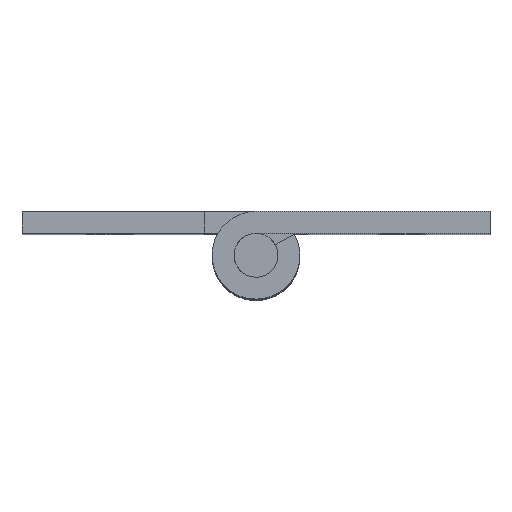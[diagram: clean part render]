
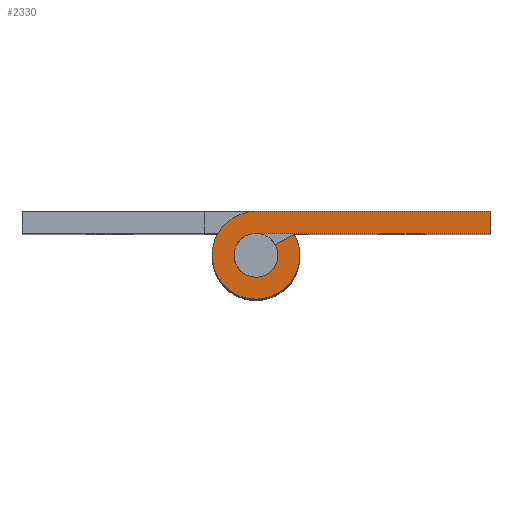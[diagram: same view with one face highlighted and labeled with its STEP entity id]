
A CAD part, top view. The second image highlights one B-rep face of the part: STEP entity #2330.
In plain terms, the highlighted free-form (B-spline) face has degree [1, 1] with [2, 2] control points.
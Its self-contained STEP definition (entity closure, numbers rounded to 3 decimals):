
#2253=CARTESIAN_POINT('',(-3.949,-3.299,60.0));
#2254=CARTESIAN_POINT('',(16.949,-3.299,60.0));
#2255=CARTESIAN_POINT('',(-3.949,3.3,60.0));
#2256=CARTESIAN_POINT('',(16.949,3.3,60.0));
#2257=B_SPLINE_SURFACE_WITH_KNOTS('',1,1,((#2253,#2255),(#2254,#2256)),.UNSPECIFIED.,.F.,.F.,.U.,(2,2),(2,2),(0.0,20.898),(0.0,6.599),.UNSPECIFIED.);
#2258=CARTESIAN_POINT('',(0.,1.5,60.0));
#2259=VERTEX_POINT('',#2258);
#2260=CARTESIAN_POINT('',(16.0,1.5,60.0));
#2261=VERTEX_POINT('',#2260);
#2262=CARTESIAN_POINT('',(0.,1.5,60.0));
#2263=CARTESIAN_POINT('',(16.0,1.5,60.0));
#2264=QUASI_UNIFORM_CURVE('',1,(#2262,#2263),.UNSPECIFIED.,.F.,.U.);
#2265=EDGE_CURVE('',#2259,#2261,#2264,.T.);
#2266=ORIENTED_EDGE('',*,*,#2265,.T.);
#2267=CARTESIAN_POINT('',(16.0,3.0,60.0));
#2268=VERTEX_POINT('',#2267);
#2269=CARTESIAN_POINT('',(16.0,1.5,60.0));
#2270=CARTESIAN_POINT('',(16.0,3.0,60.0));
#2271=QUASI_UNIFORM_CURVE('',1,(#2269,#2270),.UNSPECIFIED.,.F.,.U.);
#2272=EDGE_CURVE('',#2261,#2268,#2271,.T.);
#2273=ORIENTED_EDGE('',*,*,#2272,.T.);
#2274=CARTESIAN_POINT('',(0.0,3.0,60.0));
#2275=VERTEX_POINT('',#2274);
#2276=CARTESIAN_POINT('',(16.0,3.0,60.0));
#2277=CARTESIAN_POINT('',(0.0,3.0,60.0));
#2278=QUASI_UNIFORM_CURVE('',1,(#2276,#2277),.UNSPECIFIED.,.F.,.U.);
#2279=EDGE_CURVE('',#2268,#2275,#2278,.T.);
#2280=ORIENTED_EDGE('',*,*,#2279,.T.);
#2281=CARTESIAN_POINT('',(2.626,1.45,60.0));
#2282=VERTEX_POINT('',#2281);
#2283=CARTESIAN_POINT('',(2.626,1.45,60.0));
#2284=CARTESIAN_POINT('',(3.733,-0.555,60.));
#2285=CARTESIAN_POINT('',(2.091,-2.152,60.0));
#2286=CARTESIAN_POINT('',(0.448,-3.748,60.));
#2287=CARTESIAN_POINT('',(-1.525,-2.584,60.0));
#2288=CARTESIAN_POINT('',(-3.497,-1.419,60.));
#2289=CARTESIAN_POINT('',(-2.894,0.79,60.0));
#2290=CARTESIAN_POINT('',(-2.291,3.,60.));
#2291=CARTESIAN_POINT('',(0.0,3.0,60.0));
#2299=(BOUNDED_CURVE()B_SPLINE_CURVE(2,(#2283,#2284,#2285,#2286,#2287,#2288,#2289,#2290,#2291),.UNSPECIFIED.,.F.,.U.)B_SPLINE_CURVE_WITH_KNOTS((3,2,2,2,3),(0.0,0.25,0.5,0.75,1.0),.UNSPECIFIED.)CURVE()GEOMETRIC_REPRESENTATION_ITEM()RATIONAL_B_SPLINE_CURVE((1.0,0.795,1.0,0.795,1.0,0.795,1.0,0.795,1.0))REPRESENTATION_ITEM(''));
#2300=EDGE_CURVE('',#2282,#2275,#2299,.T.);
#2301=ORIENTED_EDGE('',*,*,#2300,.F.);
#2302=CARTESIAN_POINT('',(1.313,0.725,60.0));
#2303=VERTEX_POINT('',#2302);
#2304=CARTESIAN_POINT('',(2.626,1.45,60.0));
#2305=CARTESIAN_POINT('',(1.313,0.725,60.0));
#2306=QUASI_UNIFORM_CURVE('',1,(#2304,#2305),.UNSPECIFIED.,.F.,.U.);
#2307=EDGE_CURVE('',#2282,#2303,#2306,.T.);
#2308=ORIENTED_EDGE('',*,*,#2307,.T.);
#2309=CARTESIAN_POINT('',(1.313,0.725,60.0));
#2310=CARTESIAN_POINT('',(1.867,-0.278,60.));
#2311=CARTESIAN_POINT('',(1.045,-1.076,60.0));
#2312=CARTESIAN_POINT('',(0.224,-1.874,60.));
#2313=CARTESIAN_POINT('',(-0.762,-1.292,60.0));
#2314=CARTESIAN_POINT('',(-1.749,-0.71,60.));
#2315=CARTESIAN_POINT('',(-1.447,0.395,60.0));
#2316=CARTESIAN_POINT('',(-1.145,1.5,60.));
#2317=CARTESIAN_POINT('',(0.0,1.5,60.0));
#2325=(BOUNDED_CURVE()B_SPLINE_CURVE(2,(#2309,#2310,#2311,#2312,#2313,#2314,#2315,#2316,#2317),.UNSPECIFIED.,.F.,.U.)B_SPLINE_CURVE_WITH_KNOTS((3,2,2,2,3),(0.0,0.25,0.5,0.75,1.0),.UNSPECIFIED.)CURVE()GEOMETRIC_REPRESENTATION_ITEM()RATIONAL_B_SPLINE_CURVE((1.0,0.795,1.0,0.795,1.0,0.795,1.0,0.795,1.0))REPRESENTATION_ITEM(''));
#2326=EDGE_CURVE('',#2303,#2259,#2325,.T.);
#2327=ORIENTED_EDGE('',*,*,#2326,.T.);
#2328=EDGE_LOOP('',(#2266,#2273,#2280,#2301,#2308,#2327));
#2329=FACE_OUTER_BOUND('',#2328,.T.);
#2330=ADVANCED_FACE('',(#2329),#2257,.T.);
